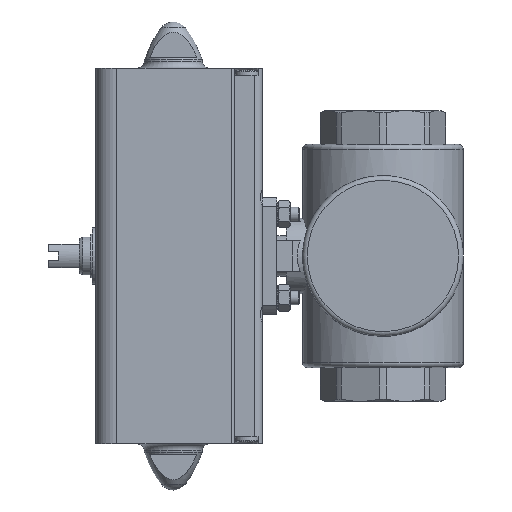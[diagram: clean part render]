
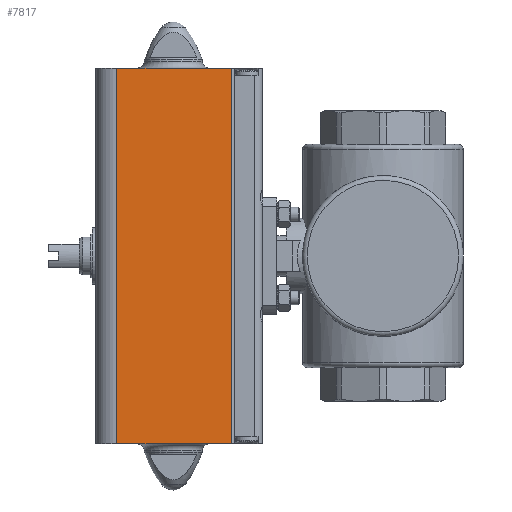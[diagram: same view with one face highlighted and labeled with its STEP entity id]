
A CAD part, left-side view. The second image highlights one B-rep face of the part: STEP entity #7817.
In plain terms, the highlighted planar face has unit normal (-1, 0, 0).
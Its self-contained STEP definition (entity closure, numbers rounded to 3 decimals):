
#253=PLANE('',#8601);
#716=LINE('',#12994,#1310);
#717=LINE('',#12997,#1311);
#718=LINE('',#12999,#1312);
#719=LINE('',#13001,#1313);
#1310=VECTOR('',#10247,1000.);
#1311=VECTOR('',#10248,1000.);
#1312=VECTOR('',#10249,1000.);
#1313=VECTOR('',#10250,1000.);
#3213=ORIENTED_EDGE('',*,*,#4856,.T.);
#3214=ORIENTED_EDGE('',*,*,#4857,.F.);
#3215=ORIENTED_EDGE('',*,*,#4858,.F.);
#3216=ORIENTED_EDGE('',*,*,#4859,.T.);
#4856=EDGE_CURVE('',#5751,#5752,#716,.T.);
#4857=EDGE_CURVE('',#5753,#5752,#717,.T.);
#4858=EDGE_CURVE('',#5754,#5753,#718,.T.);
#4859=EDGE_CURVE('',#5754,#5751,#719,.T.);
#5751=VERTEX_POINT('',#12995);
#5752=VERTEX_POINT('',#12996);
#5753=VERTEX_POINT('',#12998);
#5754=VERTEX_POINT('',#13000);
#6453=EDGE_LOOP('',(#3213,#3214,#3215,#3216));
#7108=FACE_BOUND('',#6453,.T.);
#7817=ADVANCED_FACE('',(#7108),#253,.F.);
#8601=AXIS2_PLACEMENT_3D('',#12993,#10245,#10246);
#10245=DIRECTION('',(1.,0.,0.));
#10246=DIRECTION('',(0.,0.,-1.));
#10247=DIRECTION('',(0.,-1.,0.));
#10248=DIRECTION('',(0.,0.,-1.));
#10249=DIRECTION('',(0.,-1.,0.));
#10250=DIRECTION('',(0.,0.,-1.));
#12993=CARTESIAN_POINT('',(-32.7,23.9,79.5));
#12994=CARTESIAN_POINT('',(-32.7,23.9,-79.5));
#12995=CARTESIAN_POINT('',(-32.7,23.9,-79.5));
#12996=CARTESIAN_POINT('',(-32.7,-24.7,-79.5));
#12997=CARTESIAN_POINT('',(-32.7,-24.7,79.5));
#12998=CARTESIAN_POINT('',(-32.7,-24.7,79.5));
#12999=CARTESIAN_POINT('',(-32.7,23.9,79.5));
#13000=CARTESIAN_POINT('',(-32.7,23.9,79.5));
#13001=CARTESIAN_POINT('',(-32.7,23.9,79.5));
